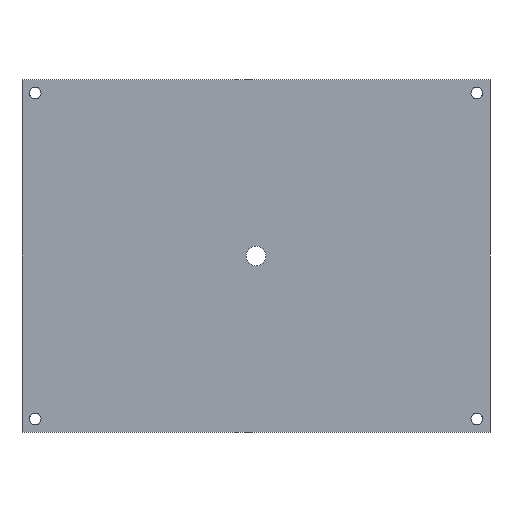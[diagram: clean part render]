
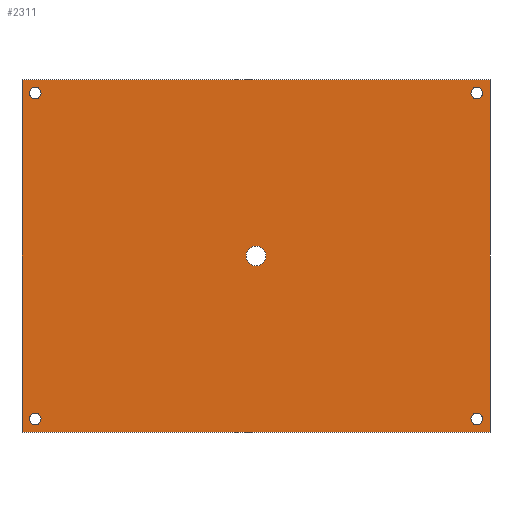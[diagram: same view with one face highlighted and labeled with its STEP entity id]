
A CAD part, front view. The second image highlights one B-rep face of the part: STEP entity #2311.
In plain terms, the highlighted planar face has unit normal (0, -1, 0).
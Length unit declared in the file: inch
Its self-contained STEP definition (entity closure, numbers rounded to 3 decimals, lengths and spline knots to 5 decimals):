
#229=LINE('',#3873,#457);
#230=LINE('',#3875,#458);
#231=LINE('',#3877,#459);
#232=LINE('',#3878,#460);
#457=VECTOR('',#3204,0.3937);
#458=VECTOR('',#3205,0.3937);
#459=VECTOR('',#3206,0.3937);
#460=VECTOR('',#3207,0.3937);
#543=PLANE('',#2552);
#572=FACE_BOUND('',#850,.T.);
#573=FACE_BOUND('',#851,.T.);
#574=FACE_BOUND('',#852,.T.);
#575=FACE_BOUND('',#853,.T.);
#576=FACE_BOUND('',#854,.T.);
#701=FACE_OUTER_BOUND('',#849,.T.);
#849=EDGE_LOOP('',(#2096,#2097,#2098,#2099));
#850=EDGE_LOOP('',(#2100));
#851=EDGE_LOOP('',(#2101));
#852=EDGE_LOOP('',(#2102));
#853=EDGE_LOOP('',(#2103));
#854=EDGE_LOOP('',(#2104));
#868=CIRCLE('',#2341,0.133);
#870=CIRCLE('',#2344,0.133);
#872=CIRCLE('',#2347,0.133);
#874=CIRCLE('',#2350,0.133);
#956=CIRCLE('',#2541,0.225);
#962=VERTEX_POINT('',#3236);
#964=VERTEX_POINT('',#3241);
#966=VERTEX_POINT('',#3246);
#968=VERTEX_POINT('',#3251);
#1162=VERTEX_POINT('',#3840);
#1171=VERTEX_POINT('',#3871);
#1172=VERTEX_POINT('',#3872);
#1173=VERTEX_POINT('',#3874);
#1174=VERTEX_POINT('',#3876);
#1180=EDGE_CURVE('',#962,#962,#868,.T.);
#1182=EDGE_CURVE('',#964,#964,#870,.T.);
#1184=EDGE_CURVE('',#966,#966,#872,.T.);
#1186=EDGE_CURVE('',#968,#968,#874,.T.);
#1472=EDGE_CURVE('',#1162,#1162,#956,.T.);
#1487=EDGE_CURVE('',#1171,#1172,#229,.T.);
#1488=EDGE_CURVE('',#1172,#1173,#230,.T.);
#1489=EDGE_CURVE('',#1173,#1174,#231,.T.);
#1490=EDGE_CURVE('',#1174,#1171,#232,.T.);
#2096=ORIENTED_EDGE('',*,*,#1487,.T.);
#2097=ORIENTED_EDGE('',*,*,#1488,.T.);
#2098=ORIENTED_EDGE('',*,*,#1489,.T.);
#2099=ORIENTED_EDGE('',*,*,#1490,.T.);
#2100=ORIENTED_EDGE('',*,*,#1180,.T.);
#2101=ORIENTED_EDGE('',*,*,#1182,.T.);
#2102=ORIENTED_EDGE('',*,*,#1184,.T.);
#2103=ORIENTED_EDGE('',*,*,#1186,.T.);
#2104=ORIENTED_EDGE('',*,*,#1472,.T.);
#2311=ADVANCED_FACE('',(#701,#572,#573,#574,#575,#576),#543,.T.);
#2341=AXIS2_PLACEMENT_3D('',#3237,#2566,#2567);
#2344=AXIS2_PLACEMENT_3D('',#3242,#2572,#2573);
#2347=AXIS2_PLACEMENT_3D('',#3247,#2578,#2579);
#2350=AXIS2_PLACEMENT_3D('',#3252,#2584,#2585);
#2541=AXIS2_PLACEMENT_3D('',#3841,#3170,#3171);
#2552=AXIS2_PLACEMENT_3D('',#3870,#3202,#3203);
#2566=DIRECTION('center_axis',(0.,1.,0.));
#2567=DIRECTION('ref_axis',(1.,0.,0.));
#2572=DIRECTION('center_axis',(0.,1.,0.));
#2573=DIRECTION('ref_axis',(1.,0.,0.));
#2578=DIRECTION('center_axis',(0.,1.,0.));
#2579=DIRECTION('ref_axis',(1.,0.,0.));
#2584=DIRECTION('center_axis',(0.,1.,0.));
#2585=DIRECTION('ref_axis',(1.,0.,0.));
#3170=DIRECTION('center_axis',(0.,1.,0.));
#3171=DIRECTION('ref_axis',(-1.,0.,0.));
#3202=DIRECTION('center_axis',(0.,-1.,0.));
#3203=DIRECTION('ref_axis',(0.,0.,-1.));
#3204=DIRECTION('',(0.,0.,-1.));
#3205=DIRECTION('',(1.,0.,0.));
#3206=DIRECTION('',(0.,0.,1.));
#3207=DIRECTION('',(-1.,0.,0.));
#3236=CARTESIAN_POINT('',(-4.8795,-0.5,-3.7));
#3237=CARTESIAN_POINT('Origin',(-5.0125,-0.5,-3.7));
#3241=CARTESIAN_POINT('',(5.1455,-0.5,3.7));
#3242=CARTESIAN_POINT('Origin',(5.0125,-0.5,3.7));
#3246=CARTESIAN_POINT('',(-4.8795,-0.5,3.7));
#3247=CARTESIAN_POINT('Origin',(-5.0125,-0.5,3.7));
#3251=CARTESIAN_POINT('',(5.1455,-0.5,-3.7));
#3252=CARTESIAN_POINT('Origin',(5.0125,-0.5,-3.7));
#3840=CARTESIAN_POINT('',(0.225,-0.5,0.));
#3841=CARTESIAN_POINT('Origin',(0.,-0.5,0.));
#3870=CARTESIAN_POINT('Origin',(0.,-0.5,0.));
#3871=CARTESIAN_POINT('',(-5.3125,-0.5,4.));
#3872=CARTESIAN_POINT('',(-5.3125,-0.5,-4.));
#3873=CARTESIAN_POINT('',(-5.3125,-0.5,-4.));
#3874=CARTESIAN_POINT('',(5.3125,-0.5,-4.));
#3875=CARTESIAN_POINT('',(5.3125,-0.5,-4.));
#3876=CARTESIAN_POINT('',(5.3125,-0.5,4.));
#3877=CARTESIAN_POINT('',(5.3125,-0.5,4.));
#3878=CARTESIAN_POINT('',(-5.3125,-0.5,4.));
